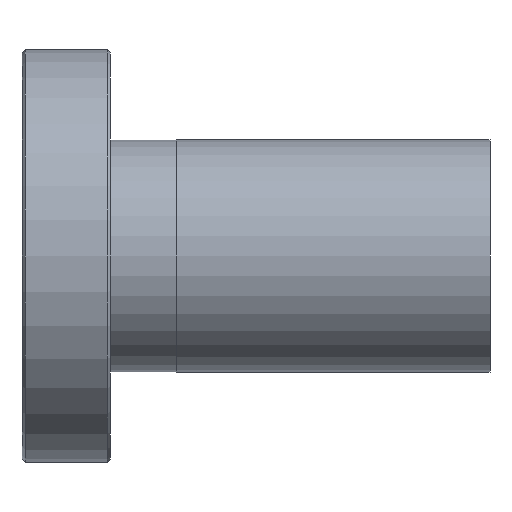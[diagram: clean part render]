
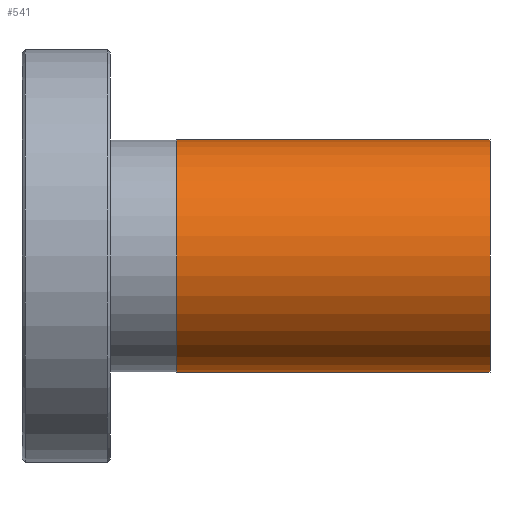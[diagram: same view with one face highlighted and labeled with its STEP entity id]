
A CAD part, front view. The second image highlights one B-rep face of the part: STEP entity #541.
In plain terms, the highlighted cylindrical face has radius 9.525 mm (diameter 19.05 mm), a partial arc.
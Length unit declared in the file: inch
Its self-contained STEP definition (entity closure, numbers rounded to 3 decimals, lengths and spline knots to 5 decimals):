
#46 = CARTESIAN_POINT ( 'NONE',  ( 0.375, 0., 1.01 ) ) ;
#276 = DIRECTION ( 'NONE',  ( 1., 0., 0. ) ) ;
#285 = DIRECTION ( 'NONE',  ( -1., 0., 0. ) ) ;
#302 = VERTEX_POINT ( 'NONE', #430 ) ;
#430 = CARTESIAN_POINT ( 'NONE',  ( -0.375, 0., 1.01 ) ) ;
#458 = CYLINDRICAL_SURFACE ( 'NONE', #1779, 0.375 ) ;
#541 = ADVANCED_FACE ( 'NONE', ( #1732 ), #458, .T. ) ;
#550 = DIRECTION ( 'NONE',  ( 0., 0., 1. ) ) ;
#607 = ORIENTED_EDGE ( 'NONE', *, *, #1142, .F. ) ;
#634 = CIRCLE ( 'NONE', #910, 0.375 ) ;
#654 = CIRCLE ( 'NONE', #1656, 0.375 ) ;
#828 = LINE ( 'NONE', #1245, #1224 ) ;
#865 = ORIENTED_EDGE ( 'NONE', *, *, #1713, .T. ) ;
#910 = AXIS2_PLACEMENT_3D ( 'NONE', #1417, #1139, #994 ) ;
#932 = VERTEX_POINT ( 'NONE', #46 ) ;
#987 = VECTOR ( 'NONE', #1143, 39.37008 ) ;
#994 = DIRECTION ( 'NONE',  ( 1., 0., 0. ) ) ;
#1038 = VERTEX_POINT ( 'NONE', #1670 ) ;
#1100 = DIRECTION ( 'NONE',  ( 0., 0., -1. ) ) ;
#1139 = DIRECTION ( 'NONE',  ( 0., 0., 1. ) ) ;
#1142 = EDGE_CURVE ( 'NONE', #302, #932, #634, .T. ) ;
#1143 = DIRECTION ( 'NONE',  ( 0., 0., -1. ) ) ;
#1223 = EDGE_LOOP ( 'NONE', ( #1844, #607, #1533, #865 ) ) ;
#1224 = VECTOR ( 'NONE', #1100, 39.37008 ) ;
#1236 = CARTESIAN_POINT ( 'NONE',  ( 0.375, 0., 0. ) ) ;
#1245 = CARTESIAN_POINT ( 'NONE',  ( 0.375, 0., 1.01 ) ) ;
#1417 = CARTESIAN_POINT ( 'NONE',  ( 0., 0., 1.01 ) ) ;
#1439 = DIRECTION ( 'NONE',  ( 0., 0., -1. ) ) ;
#1533 = ORIENTED_EDGE ( 'NONE', *, *, #1735, .T. ) ;
#1542 = CARTESIAN_POINT ( 'NONE',  ( 0., 0., 0. ) ) ;
#1553 = CARTESIAN_POINT ( 'NONE',  ( 0., 0., 1.01 ) ) ;
#1571 = CARTESIAN_POINT ( 'NONE',  ( -0.375, 0., 1.01 ) ) ;
#1605 = VERTEX_POINT ( 'NONE', #1236 ) ;
#1656 = AXIS2_PLACEMENT_3D ( 'NONE', #1542, #550, #276 ) ;
#1670 = CARTESIAN_POINT ( 'NONE',  ( -0.375, 0., 0. ) ) ;
#1675 = EDGE_CURVE ( 'NONE', #932, #1605, #828, .T. ) ;
#1713 = EDGE_CURVE ( 'NONE', #1038, #1605, #654, .T. ) ;
#1732 = FACE_OUTER_BOUND ( 'NONE', #1223, .T. ) ;
#1735 = EDGE_CURVE ( 'NONE', #302, #1038, #1745, .T. ) ;
#1745 = LINE ( 'NONE', #1571, #987 ) ;
#1779 = AXIS2_PLACEMENT_3D ( 'NONE', #1553, #1439, #285 ) ;
#1844 = ORIENTED_EDGE ( 'NONE', *, *, #1675, .F. ) ;
